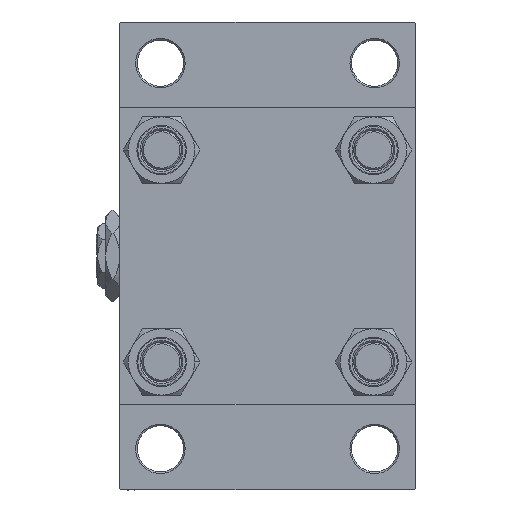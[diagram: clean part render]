
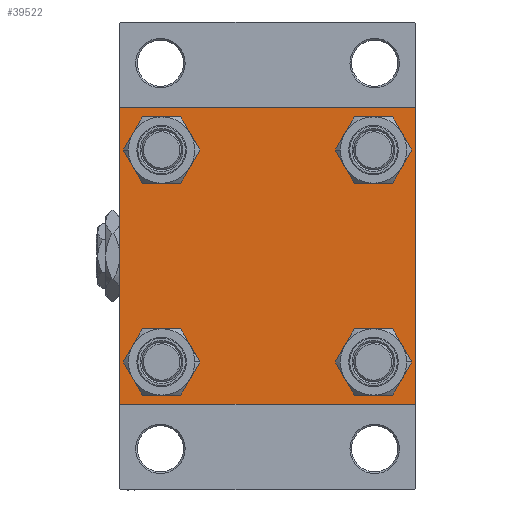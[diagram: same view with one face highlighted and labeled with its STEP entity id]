
A CAD part, left-side view. The second image highlights one B-rep face of the part: STEP entity #39522.
In plain terms, the highlighted planar face has unit normal (-1, 0, 0).
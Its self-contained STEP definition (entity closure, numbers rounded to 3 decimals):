
#555 = CARTESIAN_POINT ( 'NONE',  ( 0., 44.5, -45. ) ) ;
#1079 = CARTESIAN_POINT ( 'NONE',  ( 0., -32.15, 25.65 ) ) ;
#1345 = EDGE_CURVE ( 'NONE', #31505, #7336, #4471, .T. ) ;
#1689 = VECTOR ( 'NONE', #26967, 1000. ) ;
#1890 = CARTESIAN_POINT ( 'NONE',  ( 0., -44.5, 45. ) ) ;
#2020 = DIRECTION ( 'NONE',  ( 0., 0., 1. ) ) ;
#2042 = VERTEX_POINT ( 'NONE', #35217 ) ;
#2458 = EDGE_CURVE ( 'NONE', #2042, #45670, #18008, .T. ) ;
#2691 = DIRECTION ( 'NONE',  ( 1., 0., 0. ) ) ;
#3126 = CARTESIAN_POINT ( 'NONE',  ( 0., -32.15, 32.15 ) ) ;
#3986 = ORIENTED_EDGE ( 'NONE', *, *, #27525, .T. ) ;
#4121 = ORIENTED_EDGE ( 'NONE', *, *, #2458, .T. ) ;
#4273 = CARTESIAN_POINT ( 'NONE',  ( 0., 32.15, 38.65 ) ) ;
#4385 = AXIS2_PLACEMENT_3D ( 'NONE', #45291, #2691, #17870 ) ;
#4471 = CIRCLE ( 'NONE', #32314, 6.5 ) ;
#5294 = CARTESIAN_POINT ( 'NONE',  ( 0., -44.75, 44.75 ) ) ;
#5576 = DIRECTION ( 'NONE',  ( 0., 0., 1. ) ) ;
#5591 = VECTOR ( 'NONE', #6028, 1000. ) ;
#5960 = VERTEX_POINT ( 'NONE', #30961 ) ;
#6028 = DIRECTION ( 'NONE',  ( 0., 0.707, 0.707 ) ) ;
#6127 = DIRECTION ( 'NONE',  ( 0., 0., 1. ) ) ;
#7014 = EDGE_CURVE ( 'NONE', #37681, #42188, #7811, .T. ) ;
#7208 = ORIENTED_EDGE ( 'NONE', *, *, #32167, .T. ) ;
#7336 = VERTEX_POINT ( 'NONE', #4273 ) ;
#7399 = DIRECTION ( 'NONE',  ( 0., 0., 1. ) ) ;
#7697 = CARTESIAN_POINT ( 'NONE',  ( 0., 32.15, 32.15 ) ) ;
#7805 = CARTESIAN_POINT ( 'NONE',  ( 0., 44.5, 45. ) ) ;
#7811 = LINE ( 'NONE', #34231, #33206 ) ;
#7888 = DIRECTION ( 'NONE',  ( 1., 0., 0. ) ) ;
#8015 = AXIS2_PLACEMENT_3D ( 'NONE', #40060, #44286, #17850 ) ;
#8229 = CARTESIAN_POINT ( 'NONE',  ( 0., -44.5, -45. ) ) ;
#8728 = LINE ( 'NONE', #38900, #27923 ) ;
#8858 = VERTEX_POINT ( 'NONE', #1890 ) ;
#8976 = DIRECTION ( 'NONE',  ( 0., 0., -1. ) ) ;
#9246 = AXIS2_PLACEMENT_3D ( 'NONE', #15100, #7888, #7399 ) ;
#9502 = CARTESIAN_POINT ( 'NONE',  ( 0., 45., 44.5 ) ) ;
#9900 = ORIENTED_EDGE ( 'NONE', *, *, #48134, .T. ) ;
#10939 = EDGE_CURVE ( 'NONE', #25862, #8858, #29894, .T. ) ;
#11038 = DIRECTION ( 'NONE',  ( 0., -0.707, 0.707 ) ) ;
#11568 = DIRECTION ( 'NONE',  ( 0., 0., 1. ) ) ;
#11774 = CARTESIAN_POINT ( 'NONE',  ( 0., 45., -45. ) ) ;
#12551 = CIRCLE ( 'NONE', #39645, 6.5 ) ;
#12789 = CARTESIAN_POINT ( 'NONE',  ( 0., -45., 44.5 ) ) ;
#12965 = FACE_OUTER_BOUND ( 'NONE', #17526, .T. ) ;
#13454 = PLANE ( 'NONE',  #23390 ) ;
#13540 = ORIENTED_EDGE ( 'NONE', *, *, #43636, .T. ) ;
#14187 = CARTESIAN_POINT ( 'NONE',  ( 0., 45., 45. ) ) ;
#14209 = EDGE_CURVE ( 'NONE', #29135, #8858, #46660, .T. ) ;
#14807 = DIRECTION ( 'NONE',  ( 1., 0., 0. ) ) ;
#15100 = CARTESIAN_POINT ( 'NONE',  ( 0., -32.15, -32.15 ) ) ;
#15456 = CIRCLE ( 'NONE', #24976, 6.5 ) ;
#15497 = CARTESIAN_POINT ( 'NONE',  ( 0., -44.75, -44.75 ) ) ;
#16403 = DIRECTION ( 'NONE',  ( 0., 0., 1. ) ) ;
#17431 = DIRECTION ( 'NONE',  ( 0., -1., 0. ) ) ;
#17435 = FACE_BOUND ( 'NONE', #47463, .T. ) ;
#17526 = EDGE_LOOP ( 'NONE', ( #3986, #41740, #7208, #42712, #48010, #45763, #18362, #21048 ) ) ;
#17850 = DIRECTION ( 'NONE',  ( 0., 0., 1. ) ) ;
#17870 = DIRECTION ( 'NONE',  ( 0., 0., 1. ) ) ;
#17872 = ORIENTED_EDGE ( 'NONE', *, *, #1345, .T. ) ;
#18008 = CIRCLE ( 'NONE', #9246, 6.5 ) ;
#18362 = ORIENTED_EDGE ( 'NONE', *, *, #10939, .F. ) ;
#19578 = CIRCLE ( 'NONE', #42643, 6.5 ) ;
#19718 = DIRECTION ( 'NONE',  ( 0., 0., -1. ) ) ;
#19987 = CARTESIAN_POINT ( 'NONE',  ( 0., -32.15, 38.65 ) ) ;
#20588 = ORIENTED_EDGE ( 'NONE', *, *, #39869, .T. ) ;
#20686 = FACE_BOUND ( 'NONE', #22782, .T. ) ;
#20931 = FACE_BOUND ( 'NONE', #24291, .T. ) ;
#21048 = ORIENTED_EDGE ( 'NONE', *, *, #25295, .T. ) ;
#22782 = EDGE_LOOP ( 'NONE', ( #29402, #45773 ) ) ;
#23004 = CARTESIAN_POINT ( 'NONE',  ( 0., 45., -44.5 ) ) ;
#23390 = AXIS2_PLACEMENT_3D ( 'NONE', #36638, #25149, #2020 ) ;
#24291 = EDGE_LOOP ( 'NONE', ( #20588, #17872 ) ) ;
#24750 = CARTESIAN_POINT ( 'NONE',  ( 0., -32.15, -38.65 ) ) ;
#24976 = AXIS2_PLACEMENT_3D ( 'NONE', #3126, #14807, #11568 ) ;
#24981 = EDGE_CURVE ( 'NONE', #26202, #27607, #45194, .T. ) ;
#25015 = CIRCLE ( 'NONE', #4385, 6.5 ) ;
#25107 = VERTEX_POINT ( 'NONE', #9502 ) ;
#25149 = DIRECTION ( 'NONE',  ( -1., 0., 0. ) ) ;
#25295 = EDGE_CURVE ( 'NONE', #25862, #25107, #26100, .T. ) ;
#25690 = VERTEX_POINT ( 'NONE', #39984 ) ;
#25862 = VERTEX_POINT ( 'NONE', #7805 ) ;
#26100 = LINE ( 'NONE', #36169, #27028 ) ;
#26202 = VERTEX_POINT ( 'NONE', #8229 ) ;
#26632 = VERTEX_POINT ( 'NONE', #19987 ) ;
#26967 = DIRECTION ( 'NONE',  ( 0., -1., 0. ) ) ;
#27028 = VECTOR ( 'NONE', #36418, 1000. ) ;
#27256 = EDGE_CURVE ( 'NONE', #5960, #25690, #29497, .T. ) ;
#27525 = EDGE_CURVE ( 'NONE', #25107, #37681, #8728, .T. ) ;
#27607 = VERTEX_POINT ( 'NONE', #44612 ) ;
#27923 = VECTOR ( 'NONE', #8976, 1000. ) ;
#28127 = CARTESIAN_POINT ( 'NONE',  ( 0., -32.15, -32.15 ) ) ;
#28664 = FACE_BOUND ( 'NONE', #45946, .T. ) ;
#28743 = AXIS2_PLACEMENT_3D ( 'NONE', #31993, #47673, #5576 ) ;
#29135 = VERTEX_POINT ( 'NONE', #12789 ) ;
#29166 = EDGE_CURVE ( 'NONE', #26632, #37793, #37523, .T. ) ;
#29402 = ORIENTED_EDGE ( 'NONE', *, *, #29166, .T. ) ;
#29497 = CIRCLE ( 'NONE', #8015, 6.5 ) ;
#29894 = LINE ( 'NONE', #14187, #47669 ) ;
#30961 = CARTESIAN_POINT ( 'NONE',  ( 0., 32.15, -25.65 ) ) ;
#31505 = VERTEX_POINT ( 'NONE', #34814 ) ;
#31993 = CARTESIAN_POINT ( 'NONE',  ( 0., -32.15, 32.15 ) ) ;
#32121 = DIRECTION ( 'NONE',  ( 1., 0., 0. ) ) ;
#32167 = EDGE_CURVE ( 'NONE', #42188, #26202, #46655, .T. ) ;
#32314 = AXIS2_PLACEMENT_3D ( 'NONE', #7697, #33866, #38579 ) ;
#33206 = VECTOR ( 'NONE', #45699, 1000. ) ;
#33866 = DIRECTION ( 'NONE',  ( 1., 0., 0. ) ) ;
#34231 = CARTESIAN_POINT ( 'NONE',  ( 0., 44.75, -44.75 ) ) ;
#34458 = LINE ( 'NONE', #42171, #41871 ) ;
#34814 = CARTESIAN_POINT ( 'NONE',  ( 0., 32.15, 25.65 ) ) ;
#35217 = CARTESIAN_POINT ( 'NONE',  ( 0., -32.15, -25.65 ) ) ;
#36169 = CARTESIAN_POINT ( 'NONE',  ( 0., 44.75, 44.75 ) ) ;
#36418 = DIRECTION ( 'NONE',  ( 0., 0.707, -0.707 ) ) ;
#36612 = VECTOR ( 'NONE', #11038, 1000. ) ;
#36638 = CARTESIAN_POINT ( 'NONE',  ( 0., 0., 0. ) ) ;
#37021 = CARTESIAN_POINT ( 'NONE',  ( 0., 32.15, -32.15 ) ) ;
#37523 = CIRCLE ( 'NONE', #28743, 6.5 ) ;
#37681 = VERTEX_POINT ( 'NONE', #23004 ) ;
#37793 = VERTEX_POINT ( 'NONE', #1079 ) ;
#38579 = DIRECTION ( 'NONE',  ( 0., 0., 1. ) ) ;
#38900 = CARTESIAN_POINT ( 'NONE',  ( 0., 45., 45. ) ) ;
#38920 = EDGE_CURVE ( 'NONE', #37793, #26632, #15456, .T. ) ;
#39522 = ADVANCED_FACE ( 'NONE', ( #20686, #17435, #28664, #20931, #12965 ), #13454, .T. ) ;
#39645 = AXIS2_PLACEMENT_3D ( 'NONE', #37021, #40267, #6127 ) ;
#39869 = EDGE_CURVE ( 'NONE', #7336, #31505, #25015, .T. ) ;
#39984 = CARTESIAN_POINT ( 'NONE',  ( 0., 32.15, -38.65 ) ) ;
#40060 = CARTESIAN_POINT ( 'NONE',  ( 0., 32.15, -32.15 ) ) ;
#40267 = DIRECTION ( 'NONE',  ( 1., 0., 0. ) ) ;
#41740 = ORIENTED_EDGE ( 'NONE', *, *, #7014, .T. ) ;
#41871 = VECTOR ( 'NONE', #19718, 1000. ) ;
#42171 = CARTESIAN_POINT ( 'NONE',  ( 0., -45., 45. ) ) ;
#42188 = VERTEX_POINT ( 'NONE', #555 ) ;
#42643 = AXIS2_PLACEMENT_3D ( 'NONE', #28127, #32121, #16403 ) ;
#42712 = ORIENTED_EDGE ( 'NONE', *, *, #24981, .T. ) ;
#43144 = EDGE_CURVE ( 'NONE', #29135, #27607, #34458, .T. ) ;
#43636 = EDGE_CURVE ( 'NONE', #45670, #2042, #19578, .T. ) ;
#44286 = DIRECTION ( 'NONE',  ( 1., 0., 0. ) ) ;
#44612 = CARTESIAN_POINT ( 'NONE',  ( 0., -45., -44.5 ) ) ;
#45194 = LINE ( 'NONE', #15497, #36612 ) ;
#45291 = CARTESIAN_POINT ( 'NONE',  ( 0., 32.15, 32.15 ) ) ;
#45670 = VERTEX_POINT ( 'NONE', #24750 ) ;
#45699 = DIRECTION ( 'NONE',  ( 0., -0.707, -0.707 ) ) ;
#45763 = ORIENTED_EDGE ( 'NONE', *, *, #14209, .T. ) ;
#45773 = ORIENTED_EDGE ( 'NONE', *, *, #38920, .T. ) ;
#45946 = EDGE_LOOP ( 'NONE', ( #46399, #9900 ) ) ;
#46399 = ORIENTED_EDGE ( 'NONE', *, *, #27256, .T. ) ;
#46655 = LINE ( 'NONE', #11774, #1689 ) ;
#46660 = LINE ( 'NONE', #5294, #5591 ) ;
#47463 = EDGE_LOOP ( 'NONE', ( #4121, #13540 ) ) ;
#47669 = VECTOR ( 'NONE', #17431, 1000. ) ;
#47673 = DIRECTION ( 'NONE',  ( 1., 0., 0. ) ) ;
#48010 = ORIENTED_EDGE ( 'NONE', *, *, #43144, .F. ) ;
#48134 = EDGE_CURVE ( 'NONE', #25690, #5960, #12551, .T. ) ;
